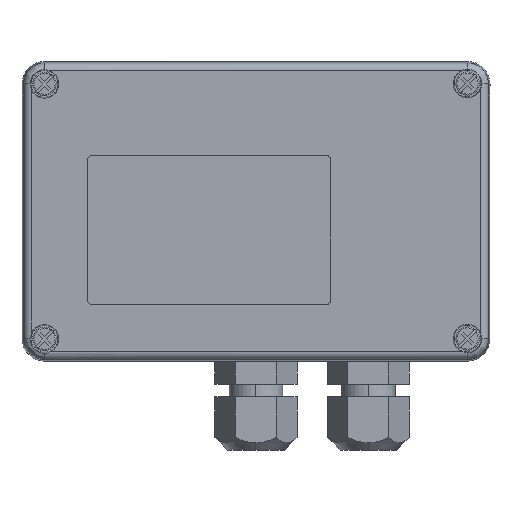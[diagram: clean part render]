
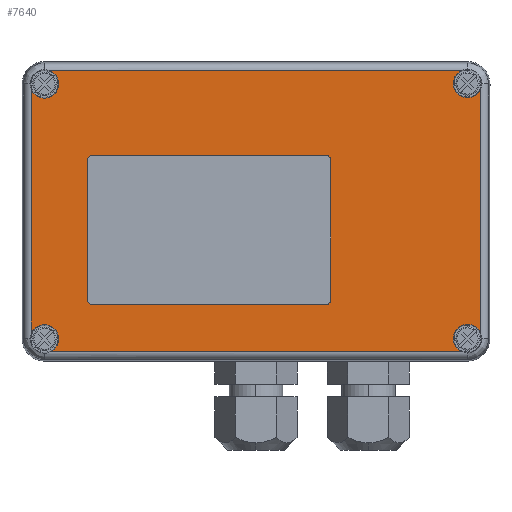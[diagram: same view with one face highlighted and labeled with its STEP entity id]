
A CAD part, top view. The second image highlights one B-rep face of the part: STEP entity #7640.
In plain terms, the highlighted planar face has unit normal (0, 0, 1).
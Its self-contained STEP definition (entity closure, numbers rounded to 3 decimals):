
#88 = CARTESIAN_POINT ( 'NONE',  ( 56.5, -34., 57. ) ) ;
#231 = VECTOR ( 'NONE', #3531, 1000. ) ;
#240 = DIRECTION ( 'NONE',  ( -1., 0., 0. ) ) ;
#269 = DIRECTION ( 'NONE',  ( -1., 0., 0. ) ) ;
#315 = DIRECTION ( 'NONE',  ( 0., 0., 1. ) ) ;
#357 = DIRECTION ( 'NONE',  ( 0., 0., 1. ) ) ;
#377 = CARTESIAN_POINT ( 'NONE',  ( 56.5, 34.1, 57. ) ) ;
#412 = VERTEX_POINT ( 'NONE', #2167 ) ;
#447 = VERTEX_POINT ( 'NONE', #5172 ) ;
#514 = CARTESIAN_POINT ( 'NONE',  ( -52.7, 34., 57. ) ) ;
#779 = AXIS2_PLACEMENT_3D ( 'NONE', #3689, #357, #2338 ) ;
#946 = EDGE_CURVE ( 'NONE', #7243, #447, #1154, .T. ) ;
#964 = EDGE_CURVE ( 'NONE', #447, #1453, #4555, .T. ) ;
#1087 = PLANE ( 'NONE',  #7151 ) ;
#1101 = VERTEX_POINT ( 'NONE', #2962 ) ;
#1154 = CIRCLE ( 'NONE', #5939, 3.8 ) ;
#1254 = ORIENTED_EDGE ( 'NONE', *, *, #6805, .F. ) ;
#1291 = DIRECTION ( 'NONE',  ( -1., 0., 0. ) ) ;
#1306 = CARTESIAN_POINT ( 'NONE',  ( -56.5, 34., 57. ) ) ;
#1413 = CARTESIAN_POINT ( 'NONE',  ( 52.7, -34., 57. ) ) ;
#1418 = VERTEX_POINT ( 'NONE', #514 ) ;
#1421 = DIRECTION ( 'NONE',  ( 0., 0., 1. ) ) ;
#1450 = EDGE_CURVE ( 'NONE', #3360, #4811, #2605, .T. ) ;
#1453 = VERTEX_POINT ( 'NONE', #7813 ) ;
#1557 = DIRECTION ( 'NONE',  ( 0., 0., 1. ) ) ;
#1610 = AXIS2_PLACEMENT_3D ( 'NONE', #1306, #1421, #1291 ) ;
#1654 = CIRCLE ( 'NONE', #7283, 3.8 ) ;
#1952 = CARTESIAN_POINT ( 'NONE',  ( 56.5, 34.1, 57. ) ) ;
#2019 = DIRECTION ( 'NONE',  ( -1., 0., 0. ) ) ;
#2167 = CARTESIAN_POINT ( 'NONE',  ( -54.941, -37.566, 57. ) ) ;
#2264 = CIRCLE ( 'NONE', #5146, 3.8 ) ;
#2338 = DIRECTION ( 'NONE',  ( -1., 0., 0. ) ) ;
#2383 = CARTESIAN_POINT ( 'NONE',  ( -56.5, -34.1, 57. ) ) ;
#2399 = ORIENTED_EDGE ( 'NONE', *, *, #4296, .F. ) ;
#2439 = EDGE_CURVE ( 'NONE', #1453, #1418, #5975, .T. ) ;
#2558 = VECTOR ( 'NONE', #3530, 1000. ) ;
#2605 = CIRCLE ( 'NONE', #3221, 3.8 ) ;
#2617 = CIRCLE ( 'NONE', #779, 3.8 ) ;
#2654 = DIRECTION ( 'NONE',  ( -1., 0., 0. ) ) ;
#2688 = VERTEX_POINT ( 'NONE', #4177 ) ;
#2893 = VECTOR ( 'NONE', #6075, 1000. ) ;
#2962 = CARTESIAN_POINT ( 'NONE',  ( 60.066, 32.786, 57. ) ) ;
#3044 = DIRECTION ( 'NONE',  ( 0., 1., 0. ) ) ;
#3090 = CARTESIAN_POINT ( 'NONE',  ( 60.066, -34., 57. ) ) ;
#3164 = DIRECTION ( 'NONE',  ( 0., 0., 1. ) ) ;
#3221 = AXIS2_PLACEMENT_3D ( 'NONE', #88, #3264, #240 ) ;
#3264 = DIRECTION ( 'NONE',  ( 0., 0., 1. ) ) ;
#3360 = VERTEX_POINT ( 'NONE', #1413 ) ;
#3442 = EDGE_CURVE ( 'NONE', #412, #7243, #2617, .T. ) ;
#3476 = CARTESIAN_POINT ( 'NONE',  ( 60.066, -34., 57. ) ) ;
#3482 = CARTESIAN_POINT ( 'NONE',  ( -60.066, -34., 57. ) ) ;
#3530 = DIRECTION ( 'NONE',  ( 0., -1., 0. ) ) ;
#3531 = DIRECTION ( 'NONE',  ( 1., 0., 0. ) ) ;
#3569 = CARTESIAN_POINT ( 'NONE',  ( -55.186, 37.566, 57. ) ) ;
#3689 = CARTESIAN_POINT ( 'NONE',  ( -56.5, -34.1, 57. ) ) ;
#3693 = CARTESIAN_POINT ( 'NONE',  ( -52.7, -34.1, 57. ) ) ;
#3704 = CARTESIAN_POINT ( 'NONE',  ( 52.7, 34.1, 57. ) ) ;
#3740 = DIRECTION ( 'NONE',  ( 1., 0., 0. ) ) ;
#3847 = EDGE_CURVE ( 'NONE', #8308, #1101, #4248, .T. ) ;
#4177 = CARTESIAN_POINT ( 'NONE',  ( 60.066, -32.686, 57. ) ) ;
#4184 = EDGE_CURVE ( 'NONE', #4811, #412, #4872, .T. ) ;
#4248 = CIRCLE ( 'NONE', #7224, 3.8 ) ;
#4296 = EDGE_CURVE ( 'NONE', #4630, #8308, #2264, .T. ) ;
#4555 = LINE ( 'NONE', #3482, #5833 ) ;
#4630 = VERTEX_POINT ( 'NONE', #8116 ) ;
#4648 = ORIENTED_EDGE ( 'NONE', *, *, #4184, .F. ) ;
#4811 = VERTEX_POINT ( 'NONE', #6036 ) ;
#4872 = LINE ( 'NONE', #6205, #2893 ) ;
#5120 = ORIENTED_EDGE ( 'NONE', *, *, #7015, .F. ) ;
#5146 = AXIS2_PLACEMENT_3D ( 'NONE', #377, #315, #269 ) ;
#5172 = CARTESIAN_POINT ( 'NONE',  ( -60.066, -32.786, 57. ) ) ;
#5352 = AXIS2_PLACEMENT_3D ( 'NONE', #7320, #6146, #6093 ) ;
#5608 = ORIENTED_EDGE ( 'NONE', *, *, #1450, .F. ) ;
#5674 = FACE_OUTER_BOUND ( 'NONE', #7341, .T. ) ;
#5675 = LINE ( 'NONE', #6899, #231 ) ;
#5833 = VECTOR ( 'NONE', #3044, 1000. ) ;
#5939 = AXIS2_PLACEMENT_3D ( 'NONE', #2383, #3164, #7555 ) ;
#5975 = CIRCLE ( 'NONE', #1610, 3.8 ) ;
#6036 = CARTESIAN_POINT ( 'NONE',  ( 55.186, -37.566, 57. ) ) ;
#6075 = DIRECTION ( 'NONE',  ( -1., 0., 0. ) ) ;
#6093 = DIRECTION ( 'NONE',  ( -1., 0., 0. ) ) ;
#6128 = LINE ( 'NONE', #3476, #2558 ) ;
#6146 = DIRECTION ( 'NONE',  ( 0., 0., 1. ) ) ;
#6205 = CARTESIAN_POINT ( 'NONE',  ( 60.066, -37.566, 57. ) ) ;
#6360 = ORIENTED_EDGE ( 'NONE', *, *, #3442, .F. ) ;
#6415 = ORIENTED_EDGE ( 'NONE', *, *, #2439, .F. ) ;
#6449 = CIRCLE ( 'NONE', #5352, 3.8 ) ;
#6805 = EDGE_CURVE ( 'NONE', #1101, #2688, #6128, .T. ) ;
#6809 = ORIENTED_EDGE ( 'NONE', *, *, #946, .F. ) ;
#6899 = CARTESIAN_POINT ( 'NONE',  ( 60.066, 37.566, 57. ) ) ;
#6918 = EDGE_CURVE ( 'NONE', #1418, #7578, #6449, .T. ) ;
#6985 = ORIENTED_EDGE ( 'NONE', *, *, #3847, .F. ) ;
#7015 = EDGE_CURVE ( 'NONE', #2688, #3360, #1654, .T. ) ;
#7151 = AXIS2_PLACEMENT_3D ( 'NONE', #3090, #7786, #3740 ) ;
#7224 = AXIS2_PLACEMENT_3D ( 'NONE', #1952, #1557, #2654 ) ;
#7243 = VERTEX_POINT ( 'NONE', #3693 ) ;
#7283 = AXIS2_PLACEMENT_3D ( 'NONE', #8143, #8228, #2019 ) ;
#7320 = CARTESIAN_POINT ( 'NONE',  ( -56.5, 34., 57. ) ) ;
#7341 = EDGE_LOOP ( 'NONE', ( #1254, #6985, #2399, #7797, #8499, #6415, #7832, #6809, #6360, #4648, #5608, #5120 ) ) ;
#7555 = DIRECTION ( 'NONE',  ( -1., 0., 0. ) ) ;
#7578 = VERTEX_POINT ( 'NONE', #3569 ) ;
#7640 = ADVANCED_FACE ( 'NONE', ( #5674 ), #1087, .F. ) ;
#7786 = DIRECTION ( 'NONE',  ( 0., 0., -1. ) ) ;
#7797 = ORIENTED_EDGE ( 'NONE', *, *, #8102, .F. ) ;
#7813 = CARTESIAN_POINT ( 'NONE',  ( -60.066, 32.686, 57. ) ) ;
#7832 = ORIENTED_EDGE ( 'NONE', *, *, #964, .F. ) ;
#8102 = EDGE_CURVE ( 'NONE', #7578, #4630, #5675, .T. ) ;
#8116 = CARTESIAN_POINT ( 'NONE',  ( 54.941, 37.566, 57. ) ) ;
#8143 = CARTESIAN_POINT ( 'NONE',  ( 56.5, -34., 57. ) ) ;
#8228 = DIRECTION ( 'NONE',  ( 0., 0., 1. ) ) ;
#8308 = VERTEX_POINT ( 'NONE', #3704 ) ;
#8499 = ORIENTED_EDGE ( 'NONE', *, *, #6918, .F. ) ;
